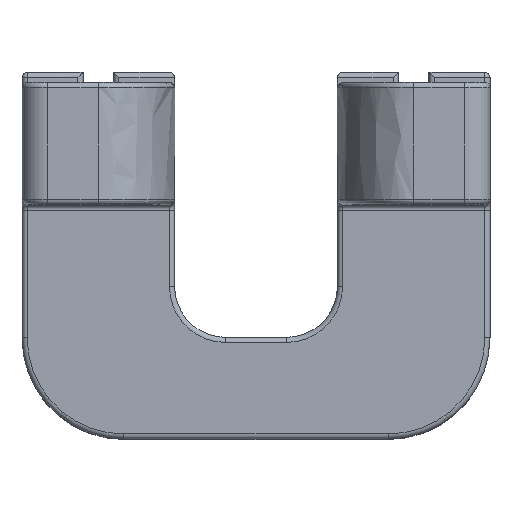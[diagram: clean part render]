
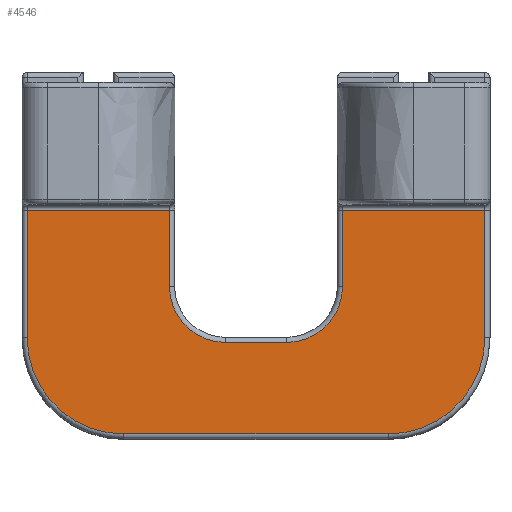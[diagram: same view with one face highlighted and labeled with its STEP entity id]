
A CAD part, top view. The second image highlights one B-rep face of the part: STEP entity #4546.
In plain terms, the highlighted planar face has unit normal (0, 0, 1).
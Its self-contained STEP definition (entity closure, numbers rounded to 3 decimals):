
#113 = VERTEX_POINT ( 'NONE', #6745 ) ;
#162 = DIRECTION ( 'NONE',  ( 0., 0., -1. ) ) ;
#191 = VECTOR ( 'NONE', #5931, 1000. ) ;
#205 = DIRECTION ( 'NONE',  ( 0., 0., 1. ) ) ;
#214 = CIRCLE ( 'NONE', #3505, 5.5 ) ;
#265 = DIRECTION ( 'NONE',  ( -1., 0., 0. ) ) ;
#335 = ORIENTED_EDGE ( 'NONE', *, *, #3242, .T. ) ;
#469 = AXIS2_PLACEMENT_3D ( 'NONE', #5948, #205, #3749 ) ;
#501 = ORIENTED_EDGE ( 'NONE', *, *, #3543, .T. ) ;
#551 = DIRECTION ( 'NONE',  ( -1., 0., 0. ) ) ;
#587 = CARTESIAN_POINT ( 'NONE',  ( -13., -20.906, 25. ) ) ;
#588 = LINE ( 'NONE', #971, #2120 ) ;
#665 = LINE ( 'NONE', #2752, #191 ) ;
#676 = CARTESIAN_POINT ( 'NONE',  ( 0., 1.094, 25. ) ) ;
#850 = AXIS2_PLACEMENT_3D ( 'NONE', #1633, #2616, #3093 ) ;
#871 = LINE ( 'NONE', #2956, #1473 ) ;
#875 = CARTESIAN_POINT ( 'NONE',  ( -3., -11.906, 25. ) ) ;
#931 = VERTEX_POINT ( 'NONE', #1612 ) ;
#971 = CARTESIAN_POINT ( 'NONE',  ( -8.5, 0., 25. ) ) ;
#1023 = AXIS2_PLACEMENT_3D ( 'NONE', #4333, #162, #1274 ) ;
#1109 = DIRECTION ( 'NONE',  ( 0., 1., 0. ) ) ;
#1192 = CARTESIAN_POINT ( 'NONE',  ( 8.5, 0., 25. ) ) ;
#1274 = DIRECTION ( 'NONE',  ( -1., 0., 0. ) ) ;
#1295 = EDGE_CURVE ( 'NONE', #2248, #1368, #2937, .T. ) ;
#1368 = VERTEX_POINT ( 'NONE', #6276 ) ;
#1438 = CARTESIAN_POINT ( 'NONE',  ( 3., -11.906, 25. ) ) ;
#1473 = VECTOR ( 'NONE', #4209, 1000. ) ;
#1502 = VERTEX_POINT ( 'NONE', #875 ) ;
#1557 = ORIENTED_EDGE ( 'NONE', *, *, #3400, .T. ) ;
#1612 = CARTESIAN_POINT ( 'NONE',  ( -8.5, -6.406, 25. ) ) ;
#1633 = CARTESIAN_POINT ( 'NONE',  ( -13., -11.406, 25. ) ) ;
#1673 = DIRECTION ( 'NONE',  ( 0., 0., -1. ) ) ;
#1734 = CARTESIAN_POINT ( 'NONE',  ( -8.5, 1.094, 25. ) ) ;
#1738 = VECTOR ( 'NONE', #6752, 1000. ) ;
#2004 = VECTOR ( 'NONE', #265, 1000. ) ;
#2120 = VECTOR ( 'NONE', #1109, 1000. ) ;
#2209 = CARTESIAN_POINT ( 'NONE',  ( 8.5, 1.094, 25. ) ) ;
#2248 = VERTEX_POINT ( 'NONE', #3765 ) ;
#2263 = ORIENTED_EDGE ( 'NONE', *, *, #3187, .T. ) ;
#2314 = DIRECTION ( 'NONE',  ( 0., -1., 0. ) ) ;
#2573 = LINE ( 'NONE', #3194, #3169 ) ;
#2616 = DIRECTION ( 'NONE',  ( 0., 0., 1. ) ) ;
#2629 = ORIENTED_EDGE ( 'NONE', *, *, #6155, .T. ) ;
#2645 = ORIENTED_EDGE ( 'NONE', *, *, #4886, .T. ) ;
#2649 = CARTESIAN_POINT ( 'NONE',  ( 8.5, -6.406, 25. ) ) ;
#2699 = CIRCLE ( 'NONE', #850, 9.5 ) ;
#2752 = CARTESIAN_POINT ( 'NONE',  ( 0., -11.906, 25. ) ) ;
#2776 = CIRCLE ( 'NONE', #1023, 5.5 ) ;
#2907 = VERTEX_POINT ( 'NONE', #1438 ) ;
#2937 = LINE ( 'NONE', #4015, #1738 ) ;
#2956 = CARTESIAN_POINT ( 'NONE',  ( 0., -20.906, 25. ) ) ;
#3093 = DIRECTION ( 'NONE',  ( -1., 0., 0. ) ) ;
#3149 = VECTOR ( 'NONE', #2314, 1000. ) ;
#3158 = EDGE_LOOP ( 'NONE', ( #3265, #6380, #1557, #5301, #2645, #4986, #2263, #2629, #335, #5087, #501, #5081 ) ) ;
#3169 = VECTOR ( 'NONE', #551, 1000. ) ;
#3187 = EDGE_CURVE ( 'NONE', #3218, #6351, #5860, .T. ) ;
#3192 = VERTEX_POINT ( 'NONE', #1734 ) ;
#3194 = CARTESIAN_POINT ( 'NONE',  ( -23., 1.094, 25. ) ) ;
#3218 = VERTEX_POINT ( 'NONE', #2209 ) ;
#3242 = EDGE_CURVE ( 'NONE', #2907, #1502, #665, .T. ) ;
#3265 = ORIENTED_EDGE ( 'NONE', *, *, #1295, .T. ) ;
#3289 = LINE ( 'NONE', #676, #2004 ) ;
#3301 = DIRECTION ( 'NONE',  ( 0., 0., -1. ) ) ;
#3372 = DIRECTION ( 'NONE',  ( -1., 0., 0. ) ) ;
#3380 = CARTESIAN_POINT ( 'NONE',  ( 22.5, -11.406, 25. ) ) ;
#3400 = EDGE_CURVE ( 'NONE', #6689, #6291, #871, .T. ) ;
#3505 = AXIS2_PLACEMENT_3D ( 'NONE', #4855, #3301, #3372 ) ;
#3543 = EDGE_CURVE ( 'NONE', #931, #3192, #588, .T. ) ;
#3575 = AXIS2_PLACEMENT_3D ( 'NONE', #4328, #1673, #4807 ) ;
#3749 = DIRECTION ( 'NONE',  ( -1., 0., 0. ) ) ;
#3765 = CARTESIAN_POINT ( 'NONE',  ( -22.5, 1.094, 25. ) ) ;
#3859 = EDGE_CURVE ( 'NONE', #6291, #5191, #6178, .T. ) ;
#4015 = CARTESIAN_POINT ( 'NONE',  ( -22.5, 0., 25. ) ) ;
#4209 = DIRECTION ( 'NONE',  ( 1., 0., 0. ) ) ;
#4248 = DIRECTION ( 'NONE',  ( 0., 1., 0. ) ) ;
#4328 = CARTESIAN_POINT ( 'NONE',  ( 0., 0., 25. ) ) ;
#4333 = CARTESIAN_POINT ( 'NONE',  ( 3., -6.406, 25. ) ) ;
#4479 = VECTOR ( 'NONE', #4248, 1000. ) ;
#4546 = ADVANCED_FACE ( 'NONE', ( #4842 ), #5730, .F. ) ;
#4807 = DIRECTION ( 'NONE',  ( -1., 0., 0. ) ) ;
#4842 = FACE_OUTER_BOUND ( 'NONE', #3158, .T. ) ;
#4855 = CARTESIAN_POINT ( 'NONE',  ( -3., -6.406, 25. ) ) ;
#4886 = EDGE_CURVE ( 'NONE', #5191, #113, #6676, .T. ) ;
#4897 = EDGE_CURVE ( 'NONE', #1368, #6689, #2699, .T. ) ;
#4986 = ORIENTED_EDGE ( 'NONE', *, *, #6201, .T. ) ;
#5081 = ORIENTED_EDGE ( 'NONE', *, *, #5296, .T. ) ;
#5087 = ORIENTED_EDGE ( 'NONE', *, *, #5443, .T. ) ;
#5191 = VERTEX_POINT ( 'NONE', #3380 ) ;
#5296 = EDGE_CURVE ( 'NONE', #3192, #2248, #2573, .T. ) ;
#5301 = ORIENTED_EDGE ( 'NONE', *, *, #3859, .T. ) ;
#5443 = EDGE_CURVE ( 'NONE', #1502, #931, #214, .T. ) ;
#5730 = PLANE ( 'NONE',  #3575 ) ;
#5860 = LINE ( 'NONE', #1192, #3149 ) ;
#5931 = DIRECTION ( 'NONE',  ( -1., 0., 0. ) ) ;
#5948 = CARTESIAN_POINT ( 'NONE',  ( 13., -11.406, 25. ) ) ;
#6103 = CARTESIAN_POINT ( 'NONE',  ( 13., -20.906, 25. ) ) ;
#6155 = EDGE_CURVE ( 'NONE', #6351, #2907, #2776, .T. ) ;
#6165 = CARTESIAN_POINT ( 'NONE',  ( 22.5, 0., 25. ) ) ;
#6178 = CIRCLE ( 'NONE', #469, 9.5 ) ;
#6201 = EDGE_CURVE ( 'NONE', #113, #3218, #3289, .T. ) ;
#6276 = CARTESIAN_POINT ( 'NONE',  ( -22.5, -11.406, 25. ) ) ;
#6291 = VERTEX_POINT ( 'NONE', #6103 ) ;
#6351 = VERTEX_POINT ( 'NONE', #2649 ) ;
#6380 = ORIENTED_EDGE ( 'NONE', *, *, #4897, .T. ) ;
#6676 = LINE ( 'NONE', #6165, #4479 ) ;
#6689 = VERTEX_POINT ( 'NONE', #587 ) ;
#6745 = CARTESIAN_POINT ( 'NONE',  ( 22.5, 1.094, 25. ) ) ;
#6752 = DIRECTION ( 'NONE',  ( 0., -1., 0. ) ) ;
